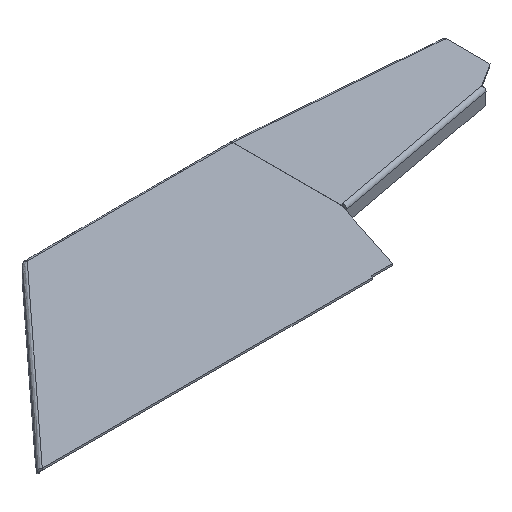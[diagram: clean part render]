
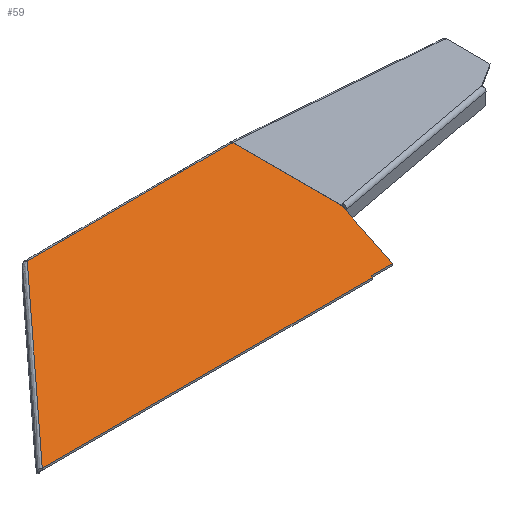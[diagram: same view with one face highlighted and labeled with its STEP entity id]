
A CAD part, isometric view. The second image highlights one B-rep face of the part: STEP entity #59.
In plain terms, the highlighted free-form (B-spline) face has degree [1, 1] with [2, 2] control points.
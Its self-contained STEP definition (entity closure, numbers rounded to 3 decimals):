
#24 = CARTESIAN_POINT ( 'NONE',  ( 745.149, 144.886, 4. ) ) ;
#59 = ADVANCED_FACE ( 'NONE', ( #407 ), #959, .F. ) ;
#145 = EDGE_CURVE ( 'NONE', #1122, #901, #1021, .T. ) ;
#152 = CARTESIAN_POINT ( 'NONE',  ( 799.097, 545.624, 4. ) ) ;
#183 = EDGE_CURVE ( 'NONE', #901, #659, #549, .T. ) ;
#222 = EDGE_LOOP ( 'NONE', ( #532, #1020, #1059, #1673, #593, #626, #793, #1587 ) ) ;
#305 = CARTESIAN_POINT ( 'NONE',  ( -18.641, 140.514, 4. ) ) ;
#368 = CARTESIAN_POINT ( 'NONE',  ( 698.344, 143.428, 4. ) ) ;
#388 = CARTESIAN_POINT ( 'NONE',  ( 799.097, 310.907, 4. ) ) ;
#407 = FACE_OUTER_BOUND ( 'NONE', #222, .T. ) ;
#413 = B_SPLINE_CURVE_WITH_KNOTS ( 'NONE', 1,
 ( #1266, #571 ),
 .UNSPECIFIED., .F., .F.,
 ( 2, 2 ),
 ( 0., 1. ),
 .UNSPECIFIED. ) ;
#432 = CARTESIAN_POINT ( 'NONE',  ( 799.097, 545.624, 4. ) ) ;
#441 = EDGE_CURVE ( 'NONE', #906, #1324, #473, .T. ) ;
#473 = B_SPLINE_CURVE_WITH_KNOTS ( 'NONE', 1,
 ( #1406, #432 ),
 .UNSPECIFIED., .F., .F.,
 ( 2, 2 ),
 ( 0., 1. ),
 .UNSPECIFIED. ) ;
#507 = CARTESIAN_POINT ( 'NONE',  ( -18.641, 140.514, 4. ) ) ;
#531 = CARTESIAN_POINT ( 'NONE',  ( 745.149, 144.886, 4. ) ) ;
#532 = ORIENTED_EDGE ( 'NONE', *, *, #183, .F. ) ;
#534 = CARTESIAN_POINT ( 'NONE',  ( 799.097, 310.907, 4. ) ) ;
#549 = B_SPLINE_CURVE_WITH_KNOTS ( 'NONE', 1,
 ( #24, #1573 ),
 .UNSPECIFIED., .F., .F.,
 ( 2, 2 ),
 ( 0., 1. ),
 .UNSPECIFIED. ) ;
#558 = EDGE_CURVE ( 'NONE', #1031, #1634, #413, .T. ) ;
#571 = CARTESIAN_POINT ( 'NONE',  ( -18.641, 140.514, 4. ) ) ;
#577 = CARTESIAN_POINT ( 'NONE',  ( 353.868, 545.624, 4. ) ) ;
#593 = ORIENTED_EDGE ( 'NONE', *, *, #966, .F. ) ;
#626 = ORIENTED_EDGE ( 'NONE', *, *, #1586, .F. ) ;
#651 = CARTESIAN_POINT ( 'NONE',  ( 799.097, 140.514, 4. ) ) ;
#659 = VERTEX_POINT ( 'NONE', #869 ) ;
#675 = CARTESIAN_POINT ( 'NONE',  ( 799.097, 545.624, 4. ) ) ;
#691 = CARTESIAN_POINT ( 'NONE',  ( 799.097, 310.907, 4. ) ) ;
#793 = ORIENTED_EDGE ( 'NONE', *, *, #558, .F. ) ;
#810 = CARTESIAN_POINT ( 'NONE',  ( 798.04, 545.624, 4. ) ) ;
#869 = CARTESIAN_POINT ( 'NONE',  ( 699.244, 144.886, 4. ) ) ;
#883 = CARTESIAN_POINT ( 'NONE',  ( 697.445, 141.971, 4. ) ) ;
#901 = VERTEX_POINT ( 'NONE', #531 ) ;
#906 = VERTEX_POINT ( 'NONE', #810 ) ;
#959 = B_SPLINE_SURFACE_WITH_KNOTS ( 'NONE', 1, 1, ( 
 ( #1046, #507 ),
 ( #1607, #651 ) ),
 .UNSPECIFIED., .F., .F., .F.,
 ( 2, 2 ),
 ( 2, 2 ),
 ( 0., 1. ),
 ( 0., 1. ),
 .UNSPECIFIED. ) ;
#966 = EDGE_CURVE ( 'NONE', #987, #906, #1056, .T. ) ;
#987 = VERTEX_POINT ( 'NONE', #577 ) ;
#1020 = ORIENTED_EDGE ( 'NONE', *, *, #145, .F. ) ;
#1021 = B_SPLINE_CURVE_WITH_KNOTS ( 'NONE', 1,
 ( #691, #1251 ),
 .UNSPECIFIED., .F., .F.,
 ( 2, 2 ),
 ( 0., 1. ),
 .UNSPECIFIED. ) ;
#1031 = VERTEX_POINT ( 'NONE', #1418 ) ;
#1046 = CARTESIAN_POINT ( 'NONE',  ( -18.641, 545.624, 4. ) ) ;
#1056 = B_SPLINE_CURVE_WITH_KNOTS ( 'NONE', 1,
 ( #1683, #1142 ),
 .UNSPECIFIED., .F., .F.,
 ( 2, 2 ),
 ( -1., 0. ),
 .UNSPECIFIED. ) ;
#1059 = ORIENTED_EDGE ( 'NONE', *, *, #1285, .F. ) ;
#1096 = CARTESIAN_POINT ( 'NONE',  ( -18.641, 140.514, 4. ) ) ;
#1122 = VERTEX_POINT ( 'NONE', #388 ) ;
#1142 = CARTESIAN_POINT ( 'NONE',  ( 798.04, 545.624, 4. ) ) ;
#1195 = EDGE_CURVE ( 'NONE', #1031, #659, #1684, .T. ) ;
#1251 = CARTESIAN_POINT ( 'NONE',  ( 745.149, 144.886, 4. ) ) ;
#1266 = CARTESIAN_POINT ( 'NONE',  ( 696.546, 140.514, 4. ) ) ;
#1285 = EDGE_CURVE ( 'NONE', #1324, #1122, #1619, .T. ) ;
#1324 = VERTEX_POINT ( 'NONE', #152 ) ;
#1406 = CARTESIAN_POINT ( 'NONE',  ( 798.04, 545.624, 4. ) ) ;
#1410 = CARTESIAN_POINT ( 'NONE',  ( 353.868, 545.624, 4. ) ) ;
#1418 = CARTESIAN_POINT ( 'NONE',  ( 696.546, 140.514, 4. ) ) ;
#1450 = CARTESIAN_POINT ( 'NONE',  ( 699.244, 144.886, 4. ) ) ;
#1573 = CARTESIAN_POINT ( 'NONE',  ( 699.244, 144.886, 4. ) ) ;
#1586 = EDGE_CURVE ( 'NONE', #1634, #987, #1635, .T. ) ;
#1587 = ORIENTED_EDGE ( 'NONE', *, *, #1195, .T. ) ;
#1606 = CARTESIAN_POINT ( 'NONE',  ( 696.546, 140.514, 4. ) ) ;
#1607 = CARTESIAN_POINT ( 'NONE',  ( 799.097, 545.624, 4. ) ) ;
#1619 = B_SPLINE_CURVE_WITH_KNOTS ( 'NONE', 1,
 ( #675, #534 ),
 .UNSPECIFIED., .F., .F.,
 ( 2, 2 ),
 ( -1., 0. ),
 .UNSPECIFIED. ) ;
#1634 = VERTEX_POINT ( 'NONE', #1096 ) ;
#1635 = B_SPLINE_CURVE_WITH_KNOTS ( 'NONE', 1,
 ( #305, #1410 ),
 .UNSPECIFIED., .F., .F.,
 ( 2, 2 ),
 ( -1., 0. ),
 .UNSPECIFIED. ) ;
#1673 = ORIENTED_EDGE ( 'NONE', *, *, #441, .F. ) ;
#1683 = CARTESIAN_POINT ( 'NONE',  ( 353.868, 545.624, 4. ) ) ;
#1684 = B_SPLINE_CURVE_WITH_KNOTS ( 'NONE', 3,
 ( #1606, #883, #368, #1450 ),
 .UNSPECIFIED., .F., .F.,
 ( 4, 4 ),
 ( 0., 1. ),
 .UNSPECIFIED. ) ;
